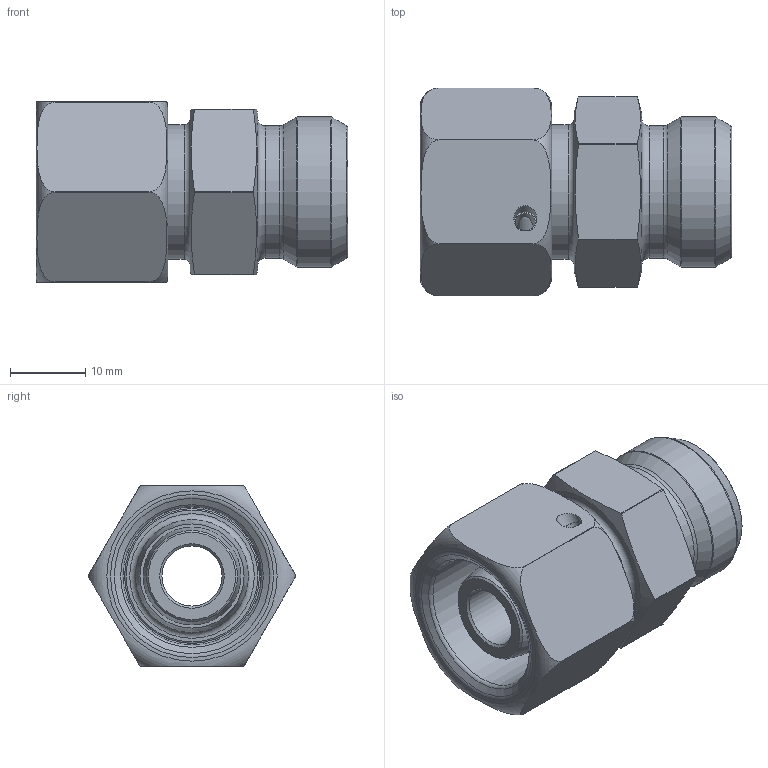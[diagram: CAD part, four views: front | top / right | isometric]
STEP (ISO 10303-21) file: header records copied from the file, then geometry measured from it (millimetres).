
FILE_DESCRIPTION(/* description */ (''),/* implementation_level */ '2;1');
FILE_NAME(/* name */ 'GDA12.stp',/* time_stamp */ '2025-01-17T07:27:38+01:00',/* author */ (''),/* organization */ (''),/* preprocessor_version */ 'ST-DEVELOPER v16',/* originating_system */ 'SIEMENS PLM Software NX 10.0',/* authorisation */ '');
FILE_SCHEMA (('CONFIG_CONTROL_DESIGN'));
Length unit declared in the file: millimetre
Products named in the file (5): X-ST12; X-OV-12; X-MT12; X-GDA12; GDA12
Assembly tree (4 placements, depth 2):
  GDA12
    X-GDA12
    X-MT12
    X-OV-12
    X-ST12
Bounding box: 41.5 x 27.7 x 24 mm (x, y, z)
Volume: 12217.9 mm3; surface area: 7613.9 mm2
Topology: 4 solids, 4 shells, 284 faces, 754 edges, 496 vertices
Faces by surface type: plane 214, cylinder 22, torus 20, cone 13, extrusion 12, bspline 2, revolution 1
Full cylindrical faces by diameter (mm): 2.65 x1, 8 x1, 12.2 x1, 17.6 x1, 17.955 x2, 18.245 x1, 18.4 x1, 20 x1
Entity records: 10097 total; most frequent: CARTESIAN_POINT 3556, ORIENTED_EDGE 1386, DIRECTION 908, EDGE_CURVE 693, VERTEX_POINT 480, B_SPLINE_CURVE_WITH_KNOTS 427, EDGE_LOOP 352, AXIS2_PLACEMENT_3D 342
